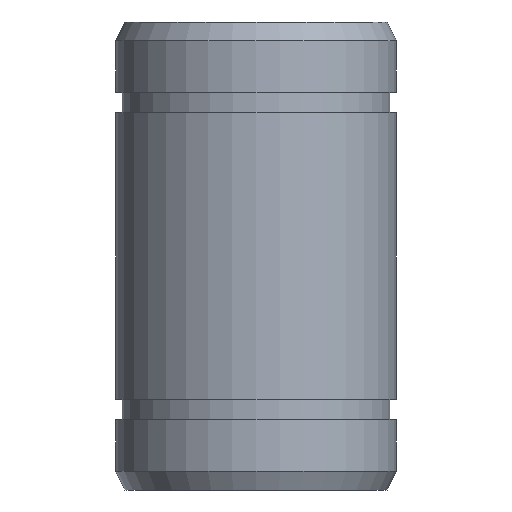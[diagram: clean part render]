
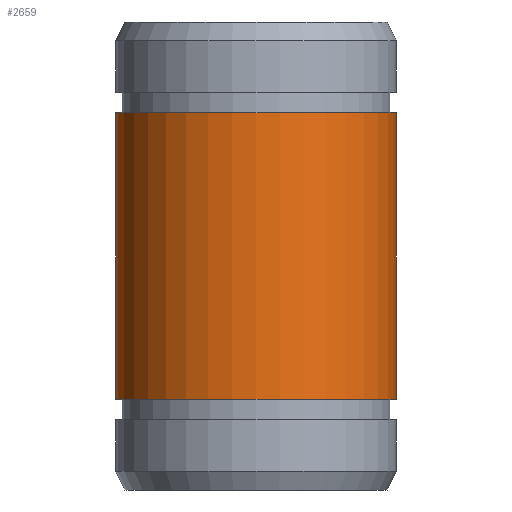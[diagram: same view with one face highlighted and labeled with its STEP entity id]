
A CAD part, front view. The second image highlights one B-rep face of the part: STEP entity #2659.
In plain terms, the highlighted cylindrical face has radius 7.5 mm (diameter 15 mm), a partial arc.
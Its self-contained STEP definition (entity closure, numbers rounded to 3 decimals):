
#20 = AXIS2_PLACEMENT_3D ( 'NONE', #2934, #2000, #1964 ) ;
#87 = FACE_OUTER_BOUND ( 'NONE', #1697, .T. ) ;
#93 = CYLINDRICAL_SURFACE ( 'NONE', #20, 7.5 ) ;
#368 = VECTOR ( 'NONE', #1105, 1000. ) ;
#390 = VECTOR ( 'NONE', #1168, 1000. ) ;
#515 = AXIS2_PLACEMENT_3D ( 'NONE', #1484, #1485, #1486 ) ;
#518 = AXIS2_PLACEMENT_3D ( 'NONE', #1493, #1494, #1495 ) ;
#542 = ORIENTED_EDGE ( 'NONE', *, *, #2898, .F. ) ;
#553 = ORIENTED_EDGE ( 'NONE', *, *, #2811, .T. ) ;
#554 = ORIENTED_EDGE ( 'NONE', *, *, #2840, .F. ) ;
#1103 = LINE ( 'NONE', #1104, #368 ) ;
#1104 = CARTESIAN_POINT ( 'NONE',  ( -7.5, 0., 12.5 ) ) ;
#1105 = DIRECTION ( 'NONE',  ( 0., 0., -1. ) ) ;
#1166 = LINE ( 'NONE', #1167, #390 ) ;
#1167 = CARTESIAN_POINT ( 'NONE',  ( 7.5, 0., 12.5 ) ) ;
#1168 = DIRECTION ( 'NONE',  ( 0., 0., -1. ) ) ;
#1484 = CARTESIAN_POINT ( 'NONE',  ( 0., 0., 7.65 ) ) ;
#1485 = DIRECTION ( 'NONE',  ( 0., 0., 1. ) ) ;
#1486 = DIRECTION ( 'NONE',  ( 1., 0., 0. ) ) ;
#1493 = CARTESIAN_POINT ( 'NONE',  ( 0., 0., -7.65 ) ) ;
#1494 = DIRECTION ( 'NONE',  ( 0., 0., 1. ) ) ;
#1495 = DIRECTION ( 'NONE',  ( 1., 0., 0. ) ) ;
#1636 = ORIENTED_EDGE ( 'NONE', *, *, #2901, .T. ) ;
#1697 = EDGE_LOOP ( 'NONE', ( #554, #542, #553, #1636 ) ) ;
#1964 = DIRECTION ( 'NONE',  ( -1., 0., 0. ) ) ;
#2000 = DIRECTION ( 'NONE',  ( 0., 0., -1. ) ) ;
#2069 = CIRCLE ( 'NONE', #518, 7.5 ) ;
#2082 = CIRCLE ( 'NONE', #515, 7.5 ) ;
#2148 = VERTEX_POINT ( 'NONE', #3121 ) ;
#2340 = VERTEX_POINT ( 'NONE', #3183 ) ;
#2358 = VERTEX_POINT ( 'NONE', #3221 ) ;
#2497 = VERTEX_POINT ( 'NONE', #3117 ) ;
#2659 = ADVANCED_FACE ( 'NONE', ( #87 ), #93, .T. ) ;
#2811 = EDGE_CURVE ( 'NONE', #2340, #2148, #1103, .T. ) ;
#2840 = EDGE_CURVE ( 'NONE', #2358, #2497, #1166, .T. ) ;
#2898 = EDGE_CURVE ( 'NONE', #2340, #2358, #2082, .T. ) ;
#2901 = EDGE_CURVE ( 'NONE', #2148, #2497, #2069, .T. ) ;
#2934 = CARTESIAN_POINT ( 'NONE',  ( 0., 0., 12.5 ) ) ;
#3117 = CARTESIAN_POINT ( 'NONE',  ( 7.5, 0., -7.65 ) ) ;
#3121 = CARTESIAN_POINT ( 'NONE',  ( -7.5, 0., -7.65 ) ) ;
#3183 = CARTESIAN_POINT ( 'NONE',  ( -7.5, 0., 7.65 ) ) ;
#3221 = CARTESIAN_POINT ( 'NONE',  ( 7.5, 0., 7.65 ) ) ;
